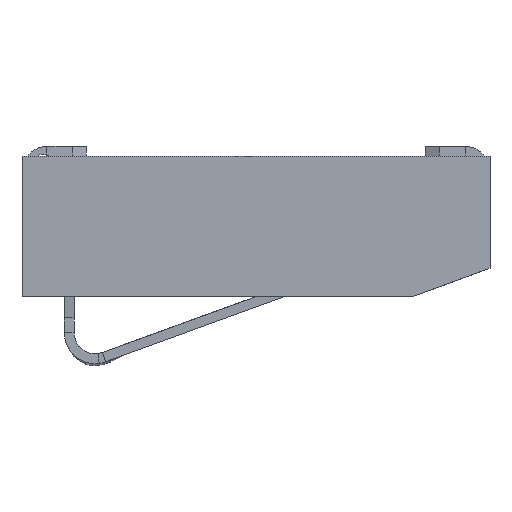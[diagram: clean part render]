
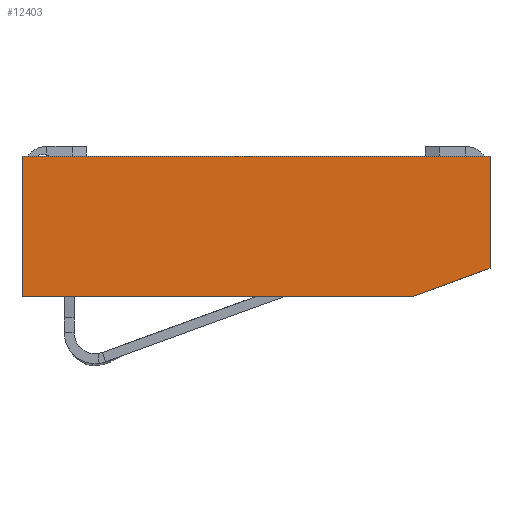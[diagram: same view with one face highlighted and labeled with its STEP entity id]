
A CAD part, left-side view. The second image highlights one B-rep face of the part: STEP entity #12403.
In plain terms, the highlighted planar face has unit normal (-1, 0, 0).
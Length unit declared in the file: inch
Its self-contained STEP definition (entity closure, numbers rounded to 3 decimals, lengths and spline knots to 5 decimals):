
#29=DIRECTION('',(0.,-1.,0.));
#30=VECTOR('',#29,0.27905);
#31=CARTESIAN_POINT('',(-0.0485,0.1863,-0.05));
#32=LINE('',#31,#30);
#912=DIRECTION('',(0.,-1.,0.));
#913=VECTOR('',#912,0.334);
#914=CARTESIAN_POINT('',(-0.0485,0.1863,0.05));
#915=LINE('',#914,#913);
#2612=DIRECTION('',(0.,0.,1.));
#2613=VECTOR('',#2612,0.08);
#2614=CARTESIAN_POINT('',(-0.0485,-0.1477,-0.03));
#2615=LINE('',#2614,#2613);
#3545=DIRECTION('',(0.,-0.94,0.342));
#3546=VECTOR('',#3545,0.05848);
#3547=CARTESIAN_POINT('',(-0.0485,-0.09275,-0.05));
#3548=LINE('',#3547,#3546);
#3552=DIRECTION('',(0.,0.,1.));
#3553=VECTOR('',#3552,0.1);
#3554=CARTESIAN_POINT('',(-0.0485,0.1863,-0.05));
#3555=LINE('',#3554,#3553);
#8328=CARTESIAN_POINT('',(-0.0485,0.1863,0.05));
#8329=CARTESIAN_POINT('',(-0.0485,-0.1477,0.05));
#8330=VERTEX_POINT('',#8328);
#8331=VERTEX_POINT('',#8329);
#8332=CARTESIAN_POINT('',(-0.0485,0.1863,-0.05));
#8333=VERTEX_POINT('',#8332);
#8338=CARTESIAN_POINT('',(-0.0485,-0.09275,-0.05));
#8339=CARTESIAN_POINT('',(-0.0485,-0.1477,-0.03));
#8340=VERTEX_POINT('',#8338);
#8341=VERTEX_POINT('',#8339);
#12391=CARTESIAN_POINT('',(-0.0485,0.1863,-0.05));
#12392=DIRECTION('',(-1.,0.,0.));
#12393=DIRECTION('',(0.,-1.,0.));
#12394=AXIS2_PLACEMENT_3D('',#12391,#12392,#12393);
#12395=PLANE('',#12394);
#12396=ORIENTED_EDGE('',*,*,#12318,.F.);
#12397=ORIENTED_EDGE('',*,*,#9696,.F.);
#12398=ORIENTED_EDGE('',*,*,#11094,.T.);
#12399=ORIENTED_EDGE('',*,*,#10272,.T.);
#12400=ORIENTED_EDGE('',*,*,#11355,.F.);
#12401=EDGE_LOOP('',(#12396,#12397,#12398,#12399,#12400));
#12402=FACE_OUTER_BOUND('',#12401,.F.);
#9696=EDGE_CURVE('',#8333,#8340,#32,.T.);
#10272=EDGE_CURVE('',#8330,#8331,#915,.T.);
#11094=EDGE_CURVE('',#8333,#8330,#3555,.T.);
#11355=EDGE_CURVE('',#8341,#8331,#2615,.T.);
#12318=EDGE_CURVE('',#8340,#8341,#3548,.T.);
#12403=ADVANCED_FACE('',(#12402),#12395,.T.);
